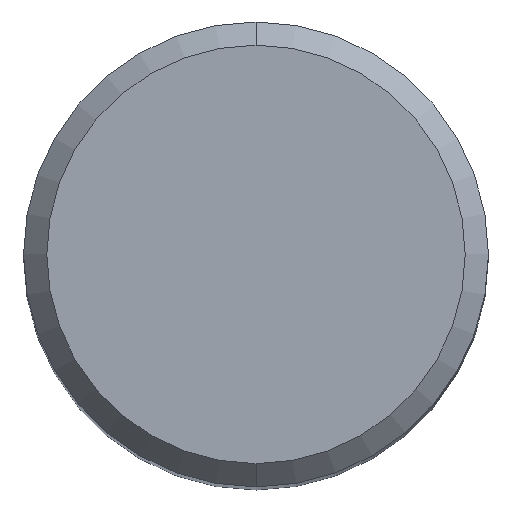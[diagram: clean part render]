
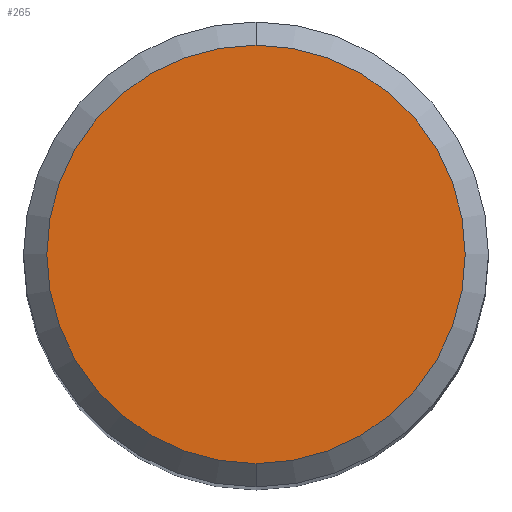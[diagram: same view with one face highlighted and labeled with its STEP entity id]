
A CAD part, top view. The second image highlights one B-rep face of the part: STEP entity #265.
In plain terms, the highlighted planar face has unit normal (0, 0, 1).
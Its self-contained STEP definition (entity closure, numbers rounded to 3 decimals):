
#265=ADVANCED_FACE('',(#627),#628,.T.);
#379=VERTEX_POINT('',#758);
#425=EDGE_CURVE('',#433,#379,#810,.T.);
#433=VERTEX_POINT('',#818);
#531=EDGE_CURVE('',#379,#433,#922,.T.);
#627=FACE_OUTER_BOUND('',#1092,.T.);
#628=PLANE('',#1093);
#758=CARTESIAN_POINT('',(0.,-5.4,0.0));
#810=CIRCLE('',#1471,5.4);
#818=CARTESIAN_POINT('',(0.0,5.4,0.0));
#922=CIRCLE('',#1688,5.4);
#1092=EDGE_LOOP('',(#1785,#1786));
#1093=AXIS2_PLACEMENT_3D('',#1787,#1788,#1789);
#1471=AXIS2_PLACEMENT_3D('',#2019,#2020,#2021);
#1688=AXIS2_PLACEMENT_3D('',#2116,#2117,#2118);
#1785=ORIENTED_EDGE('',*,*,#425,.F.);
#1786=ORIENTED_EDGE('',*,*,#531,.F.);
#1787=CARTESIAN_POINT('',(0.0,2.7,0.0));
#1788=DIRECTION('',(-0.0,0.0,1.0));
#1789=DIRECTION('',(0.0,-1.0,0.0));
#2019=CARTESIAN_POINT('',(0.0,0.0,0.0));
#2020=DIRECTION('',(0.0,0.0,-1.0));
#2021=DIRECTION('',(0.0,1.0,0.0));
#2116=CARTESIAN_POINT('',(0.0,0.0,0.0));
#2117=DIRECTION('',(0.0,0.0,-1.0));
#2118=DIRECTION('',(0.0,1.0,0.0));
